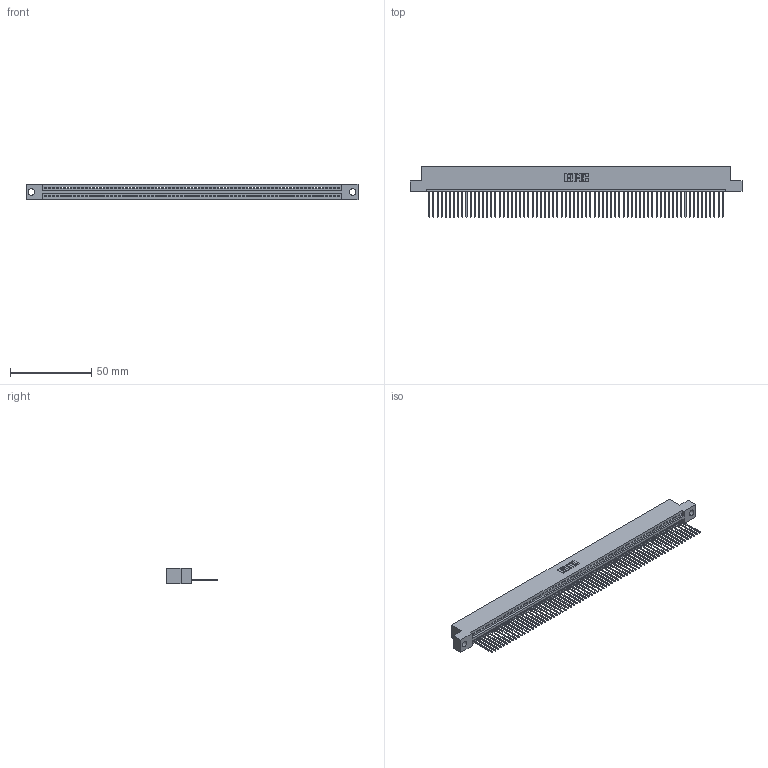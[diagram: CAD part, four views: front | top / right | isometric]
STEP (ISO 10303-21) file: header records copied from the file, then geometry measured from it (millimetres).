
FILE_DESCRIPTION (( 'STEP AP203' ), '1' );
FILE_NAME ('395-072-542-104.STEP', '2021-05-31T22:28:13', ( '' ), ( '' ), 'SwSTEP 2.0', 'SolidWorks 2020', '' );
FILE_SCHEMA (( 'CONFIG_CONTROL_DESIGN' ));
Length unit declared in the file: inch
Products named in the file (3): 345 Part_Flush Mounting Lugs - 0.156 Dia-TI; 395-072-542-104; 345-292-001_345-293-142
Assembly tree (73 placements, depth 2):
  395-072-542-104
    345 Part_Flush Mounting Lugs - 0.156 Dia-TI
    345-292-001_345-293-142  x72
Bounding box: 204.09 x 31.29 x 9.4 mm (x, y, z)
Volume: 19684.6 mm3; surface area: 27422.3 mm2
Topology: 73 solids, 73 shells, 4316 faces, 13049 edges, 8602 vertices
Faces by surface type: plane 2974, cylinder 1342
Entity records: 50587 total; most frequent: ORIENTED_EDGE 8774, CARTESIAN_POINT 8770, DIRECTION 7615, EDGE_CURVE 4387, LINE 3967, VECTOR 3967, VERTEX_POINT 2922, AXIS2_PLACEMENT_3D 1824
